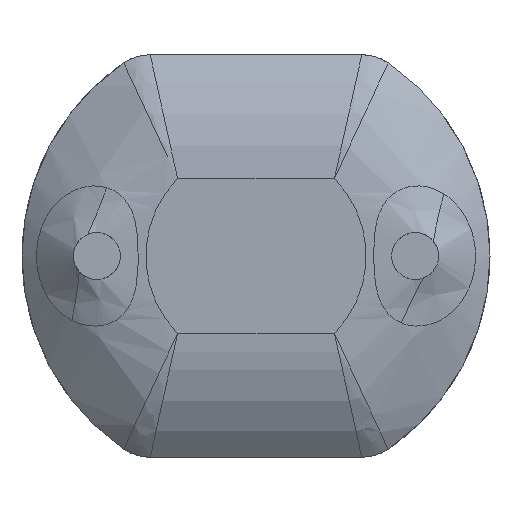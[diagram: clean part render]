
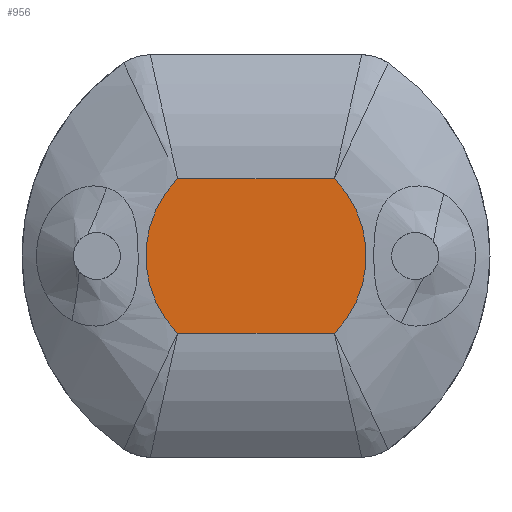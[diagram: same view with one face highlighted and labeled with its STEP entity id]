
A CAD part, front view. The second image highlights one B-rep face of the part: STEP entity #956.
In plain terms, the highlighted planar face has unit normal (0, -1, 0).
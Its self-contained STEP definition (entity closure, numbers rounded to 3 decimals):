
#108=PLANE('',#1080);
#150=FACE_OUTER_BOUND('',#210,.T.);
#210=EDGE_LOOP('',(#843,#844,#845,#846));
#264=LINE('',#2724,#306);
#265=LINE('',#2727,#307);
#306=VECTOR('',#1328,1000.);
#307=VECTOR('',#1331,1000.);
#368=CIRCLE('',#1081,1.177);
#369=CIRCLE('',#1082,1.177);
#460=VERTEX_POINT('',#2720);
#461=VERTEX_POINT('',#2721);
#462=VERTEX_POINT('',#2723);
#463=VERTEX_POINT('',#2725);
#592=EDGE_CURVE('',#460,#461,#368,.T.);
#593=EDGE_CURVE('',#462,#460,#264,.T.);
#594=EDGE_CURVE('',#463,#462,#369,.T.);
#595=EDGE_CURVE('',#461,#463,#265,.T.);
#843=ORIENTED_EDGE('',*,*,#592,.F.);
#844=ORIENTED_EDGE('',*,*,#593,.F.);
#845=ORIENTED_EDGE('',*,*,#594,.F.);
#846=ORIENTED_EDGE('',*,*,#595,.F.);
#956=ADVANCED_FACE('',(#150),#108,.T.);
#1080=AXIS2_PLACEMENT_3D('',#2719,#1324,#1325);
#1081=AXIS2_PLACEMENT_3D('',#2722,#1326,#1327);
#1082=AXIS2_PLACEMENT_3D('',#2726,#1329,#1330);
#1324=DIRECTION('center_axis',(0.,-1.,0.));
#1325=DIRECTION('ref_axis',(0.,0.,1.));
#1326=DIRECTION('center_axis',(0.,1.,0.));
#1327=DIRECTION('ref_axis',(0.,0.,1.));
#1328=DIRECTION('',(1.,0.,0.));
#1329=DIRECTION('center_axis',(0.,1.,0.));
#1330=DIRECTION('ref_axis',(0.,0.,1.));
#1331=DIRECTION('',(-1.,0.,0.));
#2719=CARTESIAN_POINT('Origin',(0.,-2.3,0.));
#2720=CARTESIAN_POINT('',(0.838,-2.3,0.827));
#2721=CARTESIAN_POINT('',(0.838,-2.3,-0.827));
#2722=CARTESIAN_POINT('Origin',(0.,-2.3,0.));
#2723=CARTESIAN_POINT('',(-0.838,-2.3,0.827));
#2724=CARTESIAN_POINT('',(1.13,-2.3,0.827));
#2725=CARTESIAN_POINT('',(-0.838,-2.3,-0.827));
#2726=CARTESIAN_POINT('Origin',(0.,-2.3,0.));
#2727=CARTESIAN_POINT('',(-1.13,-2.3,-0.827));
